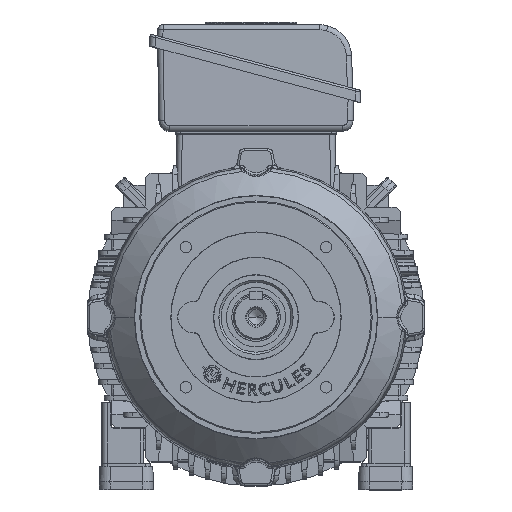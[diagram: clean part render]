
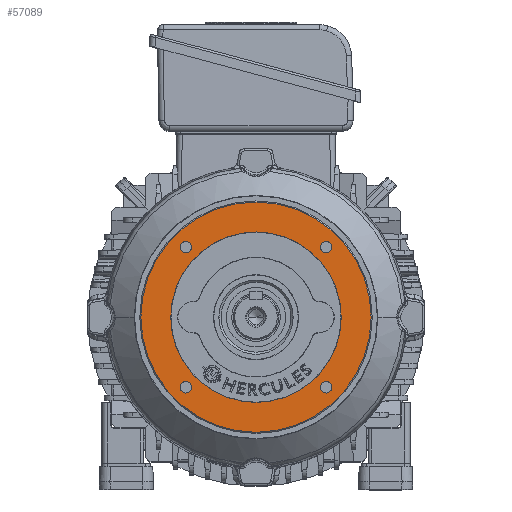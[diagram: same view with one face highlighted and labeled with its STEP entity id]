
A CAD part, top view. The second image highlights one B-rep face of the part: STEP entity #57089.
In plain terms, the highlighted face is planar.
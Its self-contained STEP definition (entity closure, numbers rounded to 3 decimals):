
#1514 = DIRECTION ( 'NONE',  ( -1., 0., 0. ) ) ;
#2364 = AXIS2_PLACEMENT_3D ( 'NONE', #101032, #39200, #70134 ) ;
#3571 = ORIENTED_EDGE ( 'NONE', *, *, #14526, .F. ) ;
#4197 = VERTEX_POINT ( 'NONE', #91245 ) ;
#5400 = EDGE_CURVE ( 'NONE', #59817, #119069, #29218, .T. ) ;
#7198 = AXIS2_PLACEMENT_3D ( 'NONE', #55879, #76283, #104570 ) ;
#7234 = CARTESIAN_POINT ( 'NONE',  ( -11., -65.125, -70.483 ) ) ;
#8228 = EDGE_CURVE ( 'NONE', #11823, #94965, #119900, .T. ) ;
#8483 = EDGE_CURVE ( 'NONE', #70003, #106995, #58965, .T. ) ;
#9782 = CARTESIAN_POINT ( 'NONE',  ( -11., 65.125, -65.125 ) ) ;
#10347 = DIRECTION ( 'NONE',  ( 0., 0., 1. ) ) ;
#10685 = CARTESIAN_POINT ( 'NONE',  ( -11., 0., 0. ) ) ;
#11823 = VERTEX_POINT ( 'NONE', #45585 ) ;
#12630 = FACE_BOUND ( 'NONE', #66167, .T. ) ;
#14526 = EDGE_CURVE ( 'NONE', #94965, #11823, #97440, .T. ) ;
#17340 = ORIENTED_EDGE ( 'NONE', *, *, #5400, .F. ) ;
#19271 = DIRECTION ( 'NONE',  ( -1., 0., 0. ) ) ;
#19291 = DIRECTION ( 'NONE',  ( 0., 0., -1. ) ) ;
#20439 = DIRECTION ( 'NONE',  ( -1., 0., 0. ) ) ;
#21087 = CARTESIAN_POINT ( 'NONE',  ( -11., -65.125, 65.125 ) ) ;
#22471 = FACE_BOUND ( 'NONE', #50393, .T. ) ;
#23115 = CARTESIAN_POINT ( 'NONE',  ( -11., 107.95, 0. ) ) ;
#27996 = CARTESIAN_POINT ( 'NONE',  ( -11., -65.125, 59.766 ) ) ;
#29110 = CARTESIAN_POINT ( 'NONE',  ( -11., 65.125, -65.125 ) ) ;
#29218 = CIRCLE ( 'NONE', #102743, 5.358 ) ;
#29819 = VERTEX_POINT ( 'NONE', #105558 ) ;
#30297 = CARTESIAN_POINT ( 'NONE',  ( -11., -65.125, 65.125 ) ) ;
#38077 = VERTEX_POINT ( 'NONE', #7234 ) ;
#38703 = CARTESIAN_POINT ( 'NONE',  ( -11., 65.125, -70.483 ) ) ;
#39200 = DIRECTION ( 'NONE',  ( -1., 0., 0. ) ) ;
#40498 = AXIS2_PLACEMENT_3D ( 'NONE', #29110, #19271, #48181 ) ;
#40569 = ORIENTED_EDGE ( 'NONE', *, *, #8483, .T. ) ;
#41310 = DIRECTION ( 'NONE',  ( -1., 0., 0. ) ) ;
#41521 = DIRECTION ( 'NONE',  ( 0., 0., -1. ) ) ;
#41814 = ORIENTED_EDGE ( 'NONE', *, *, #61297, .F. ) ;
#42002 = CARTESIAN_POINT ( 'NONE',  ( -11., 0., 0. ) ) ;
#42453 = CIRCLE ( 'NONE', #84454, 106.95 ) ;
#43886 = AXIS2_PLACEMENT_3D ( 'NONE', #59641, #100399, #10347 ) ;
#44153 = CARTESIAN_POINT ( 'NONE',  ( -11., 0., 106.95 ) ) ;
#45331 = DIRECTION ( 'NONE',  ( 0., 0., 1. ) ) ;
#45585 = CARTESIAN_POINT ( 'NONE',  ( -11., 65.125, 59.766 ) ) ;
#46817 = DIRECTION ( 'NONE',  ( 0., 0., 1. ) ) ;
#48181 = DIRECTION ( 'NONE',  ( 0., 0., 1. ) ) ;
#48666 = CIRCLE ( 'NONE', #128464, 79.172 ) ;
#49852 = DIRECTION ( 'NONE',  ( -1., 0., 0. ) ) ;
#50015 = DIRECTION ( 'NONE',  ( 0., 0., 1. ) ) ;
#50393 = EDGE_LOOP ( 'NONE', ( #3571, #110063 ) ) ;
#52511 = VERTEX_POINT ( 'NONE', #129761 ) ;
#53448 = ORIENTED_EDGE ( 'NONE', *, *, #117856, .F. ) ;
#55879 = CARTESIAN_POINT ( 'NONE',  ( -11., 65.125, 65.125 ) ) ;
#56567 = ORIENTED_EDGE ( 'NONE', *, *, #77921, .F. ) ;
#57089 = ADVANCED_FACE ( 'NONE', ( #105774, #122426, #22471, #12630, #93462, #92811 ), #113219, .T. ) ;
#58965 = CIRCLE ( 'NONE', #2364, 106.95 ) ;
#59641 = CARTESIAN_POINT ( 'NONE',  ( -11., -65.125, -65.125 ) ) ;
#59817 = VERTEX_POINT ( 'NONE', #27996 ) ;
#60345 = EDGE_CURVE ( 'NONE', #29819, #116824, #61291, .T. ) ;
#60700 = CARTESIAN_POINT ( 'NONE',  ( -11., 0., 0. ) ) ;
#60803 = ORIENTED_EDGE ( 'NONE', *, *, #117544, .F. ) ;
#61291 = CIRCLE ( 'NONE', #65407, 79.172 ) ;
#61297 = EDGE_CURVE ( 'NONE', #116824, #29819, #48666, .T. ) ;
#62469 = EDGE_LOOP ( 'NONE', ( #40569, #123054 ) ) ;
#63237 = DIRECTION ( 'NONE',  ( -1., 0., 0. ) ) ;
#63614 = CIRCLE ( 'NONE', #40498, 5.358 ) ;
#65407 = AXIS2_PLACEMENT_3D ( 'NONE', #60700, #100797, #19291 ) ;
#66167 = EDGE_LOOP ( 'NONE', ( #60803, #17340 ) ) ;
#69172 = AXIS2_PLACEMENT_3D ( 'NONE', #105171, #76235, #45331 ) ;
#70003 = VERTEX_POINT ( 'NONE', #96243 ) ;
#70134 = DIRECTION ( 'NONE',  ( 0., 0., 1. ) ) ;
#71048 = DIRECTION ( 'NONE',  ( 0., 0., 1. ) ) ;
#71359 = CIRCLE ( 'NONE', #107027, 5.358 ) ;
#75380 = CIRCLE ( 'NONE', #43886, 5.358 ) ;
#76235 = DIRECTION ( 'NONE',  ( -1., 0., 0. ) ) ;
#76283 = DIRECTION ( 'NONE',  ( -1., 0., 0. ) ) ;
#77921 = EDGE_CURVE ( 'NONE', #38077, #4197, #75380, .T. ) ;
#79050 = CARTESIAN_POINT ( 'NONE',  ( -11., -65.125, 70.483 ) ) ;
#82154 = DIRECTION ( 'NONE',  ( -1., 0., 0. ) ) ;
#84256 = AXIS2_PLACEMENT_3D ( 'NONE', #100531, #41310, #46817 ) ;
#84454 = AXIS2_PLACEMENT_3D ( 'NONE', #42002, #82154, #119666 ) ;
#86214 = EDGE_CURVE ( 'NONE', #114745, #52511, #63614, .T. ) ;
#91245 = CARTESIAN_POINT ( 'NONE',  ( -11., -65.125, -59.766 ) ) ;
#92811 = FACE_BOUND ( 'NONE', #129616, .T. ) ;
#92980 = EDGE_CURVE ( 'NONE', #106995, #70003, #42453, .T. ) ;
#93462 = FACE_BOUND ( 'NONE', #103637, .T. ) ;
#94965 = VERTEX_POINT ( 'NONE', #114055 ) ;
#95742 = EDGE_LOOP ( 'NONE', ( #124419, #107565 ) ) ;
#96243 = CARTESIAN_POINT ( 'NONE',  ( -11., 0., -106.95 ) ) ;
#97440 = CIRCLE ( 'NONE', #7198, 5.358 ) ;
#98638 = CIRCLE ( 'NONE', #69172, 5.358 ) ;
#99982 = DIRECTION ( 'NONE',  ( -1., 0., 0. ) ) ;
#100399 = DIRECTION ( 'NONE',  ( -1., 0., 0. ) ) ;
#100531 = CARTESIAN_POINT ( 'NONE',  ( -11., 65.125, 65.125 ) ) ;
#100549 = ORIENTED_EDGE ( 'NONE', *, *, #60345, .F. ) ;
#100797 = DIRECTION ( 'NONE',  ( -1., 0., 0. ) ) ;
#101032 = CARTESIAN_POINT ( 'NONE',  ( -11., 0., 0. ) ) ;
#101147 = DIRECTION ( 'NONE',  ( 0., 0., 1. ) ) ;
#102709 = AXIS2_PLACEMENT_3D ( 'NONE', #21087, #99982, #71048 ) ;
#102743 = AXIS2_PLACEMENT_3D ( 'NONE', #30297, #20439, #50015 ) ;
#103345 = DIRECTION ( 'NONE',  ( 0., 0., 1. ) ) ;
#103637 = EDGE_LOOP ( 'NONE', ( #53448, #56567 ) ) ;
#104570 = DIRECTION ( 'NONE',  ( 0., 0., 1. ) ) ;
#105171 = CARTESIAN_POINT ( 'NONE',  ( -11., -65.125, -65.125 ) ) ;
#105558 = CARTESIAN_POINT ( 'NONE',  ( -11., 0., 79.172 ) ) ;
#105774 = FACE_OUTER_BOUND ( 'NONE', #62469, .T. ) ;
#106934 = CIRCLE ( 'NONE', #102709, 5.358 ) ;
#106995 = VERTEX_POINT ( 'NONE', #44153 ) ;
#107027 = AXIS2_PLACEMENT_3D ( 'NONE', #9782, #49852, #101147 ) ;
#107565 = ORIENTED_EDGE ( 'NONE', *, *, #86214, .F. ) ;
#110063 = ORIENTED_EDGE ( 'NONE', *, *, #8228, .F. ) ;
#113219 = PLANE ( 'NONE',  #130074 ) ;
#114055 = CARTESIAN_POINT ( 'NONE',  ( -11., 65.125, 70.483 ) ) ;
#114745 = VERTEX_POINT ( 'NONE', #38703 ) ;
#115032 = CARTESIAN_POINT ( 'NONE',  ( -11., 0., -79.172 ) ) ;
#116824 = VERTEX_POINT ( 'NONE', #115032 ) ;
#117544 = EDGE_CURVE ( 'NONE', #119069, #59817, #106934, .T. ) ;
#117856 = EDGE_CURVE ( 'NONE', #4197, #38077, #98638, .T. ) ;
#117937 = EDGE_CURVE ( 'NONE', #52511, #114745, #71359, .T. ) ;
#119069 = VERTEX_POINT ( 'NONE', #79050 ) ;
#119666 = DIRECTION ( 'NONE',  ( 0., 0., 1. ) ) ;
#119900 = CIRCLE ( 'NONE', #84256, 5.358 ) ;
#122426 = FACE_BOUND ( 'NONE', #95742, .T. ) ;
#123054 = ORIENTED_EDGE ( 'NONE', *, *, #92980, .T. ) ;
#124419 = ORIENTED_EDGE ( 'NONE', *, *, #117937, .F. ) ;
#128464 = AXIS2_PLACEMENT_3D ( 'NONE', #10685, #1514, #41521 ) ;
#129616 = EDGE_LOOP ( 'NONE', ( #100549, #41814 ) ) ;
#129761 = CARTESIAN_POINT ( 'NONE',  ( -11., 65.125, -59.766 ) ) ;
#130074 = AXIS2_PLACEMENT_3D ( 'NONE', #23115, #63237, #103345 ) ;
